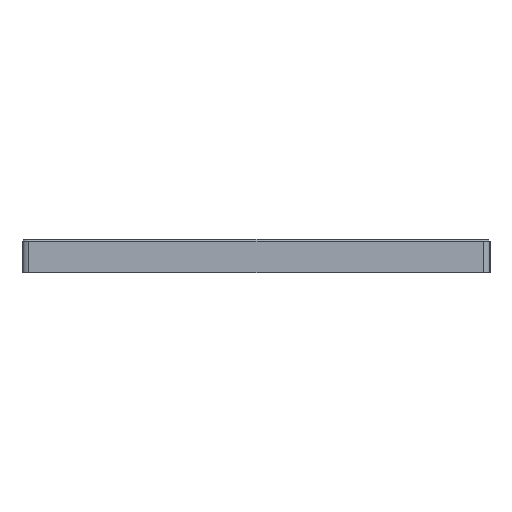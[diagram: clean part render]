
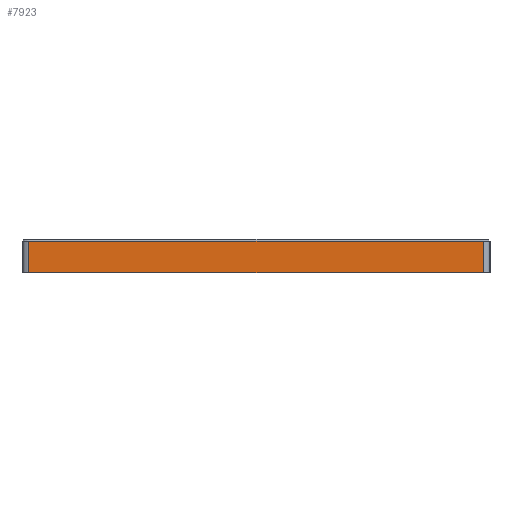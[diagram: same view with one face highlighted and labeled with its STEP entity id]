
A CAD part, left-side view. The second image highlights one B-rep face of the part: STEP entity #7923.
In plain terms, the highlighted planar face has unit normal (-1, 0, 0).
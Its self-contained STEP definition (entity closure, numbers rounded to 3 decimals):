
#752=FACE_OUTER_BOUND('',#1209,.T.);
#1209=EDGE_LOOP('',(#7301,#7302,#7303,#7304));
#1566=LINE('',#10982,#2328);
#2060=LINE('',#12926,#2822);
#2159=LINE('',#13224,#2921);
#2160=LINE('',#13226,#2922);
#2328=VECTOR('',#8698,10.);
#2822=VECTOR('',#10118,10.);
#2921=VECTOR('',#10423,10.);
#2922=VECTOR('',#10426,10.);
#3093=VERTEX_POINT('',#10979);
#3094=VERTEX_POINT('',#10981);
#3680=VERTEX_POINT('',#12920);
#3681=VERTEX_POINT('',#12924);
#3838=EDGE_CURVE('',#3093,#3094,#1566,.T.);
#4640=EDGE_CURVE('',#3680,#3681,#2060,.T.);
#4793=EDGE_CURVE('',#3094,#3680,#2159,.T.);
#4794=EDGE_CURVE('',#3681,#3093,#2160,.T.);
#7301=ORIENTED_EDGE('',*,*,#4640,.F.);
#7302=ORIENTED_EDGE('',*,*,#4793,.F.);
#7303=ORIENTED_EDGE('',*,*,#3838,.F.);
#7304=ORIENTED_EDGE('',*,*,#4794,.F.);
#7495=PLANE('',#8683);
#7923=ADVANCED_FACE('',(#752),#7495,.T.);
#8683=AXIS2_PLACEMENT_3D('',#13675,#10962,#10963);
#8698=DIRECTION('',(0.,1.,0.));
#10118=DIRECTION('',(0.,-1.,0.));
#10423=DIRECTION('',(0.,0.,1.));
#10426=DIRECTION('',(0.,0.,-1.));
#10962=DIRECTION('center_axis',(-1.,0.,0.));
#10963=DIRECTION('ref_axis',(0.,-1.,0.));
#10979=CARTESIAN_POINT('',(-4.475,-124.538,0.));
#10981=CARTESIAN_POINT('',(-4.475,5.475,0.));
#10982=CARTESIAN_POINT('',(-4.475,-126.538,0.));
#12920=CARTESIAN_POINT('',(-4.475,5.475,9.));
#12924=CARTESIAN_POINT('',(-4.475,-124.538,9.));
#12926=CARTESIAN_POINT('',(-4.475,-26.028,9.));
#13224=CARTESIAN_POINT('',(-4.475,5.475,0.));
#13226=CARTESIAN_POINT('',(-4.475,-124.538,0.));
#13675=CARTESIAN_POINT('Origin',(-4.475,7.475,0.));
